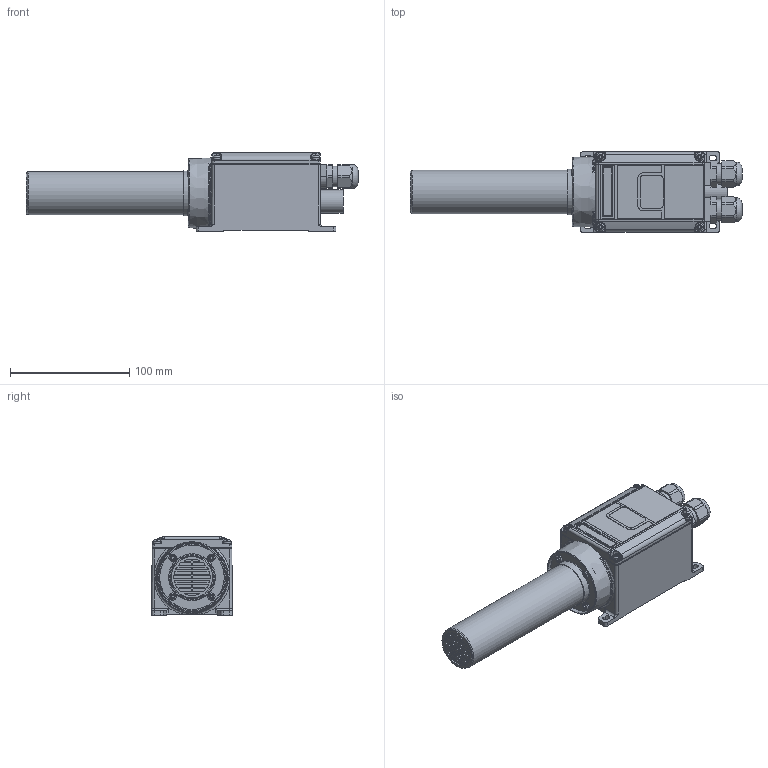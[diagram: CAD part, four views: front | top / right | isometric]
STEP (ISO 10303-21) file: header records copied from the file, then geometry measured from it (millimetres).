
FILE_DESCRIPTION( ( 'Unknown' ), '1' );
FILE_NAME( 'LHS CLASSIC 21L.stp', 'Unknown', ( 'Unknown' ), ( 'Unknown' ), 'PSStep 10.0', 'Unknown', ' ' );
FILE_SCHEMA( ( 'AUTOMOTIVE_DESIGN { 1 0 10303 214 1 1 1 1 }' ) );
Length unit declared in the file: millimetre
Products named in the file (1): LHS21L_CLASSIC_SW0001
Bounding box: 278.45 x 67.39 x 66 mm (x, y, z)
Volume: 607793.1 mm3; surface area: 64224.1 mm2
Topology: 1 solids, 1 shells, 672 faces, 1755 edges, 1137 vertices
Faces by surface type: cylinder 311, plane 274, torus 48, bspline 26, cone 13
Full cylindrical faces by diameter (mm): 3.5 x1, 5.5 x4, 6.1 x8, 10 x2, 14.95 x2, 17.5 x2, 19.5 x1, 35 x1, 36.5 x1, 38.1 x1, 54 x1, 56 x1
Entity records: 29466 total; most frequent: CARTESIAN_POINT 7487, DIRECTION 3564, ORIENTED_EDGE 3400, EDGE_CURVE 1700, AXIS2_PLACEMENT_3D 1358, VERTEX_POINT 1124, LINE 848, VECTOR 848
